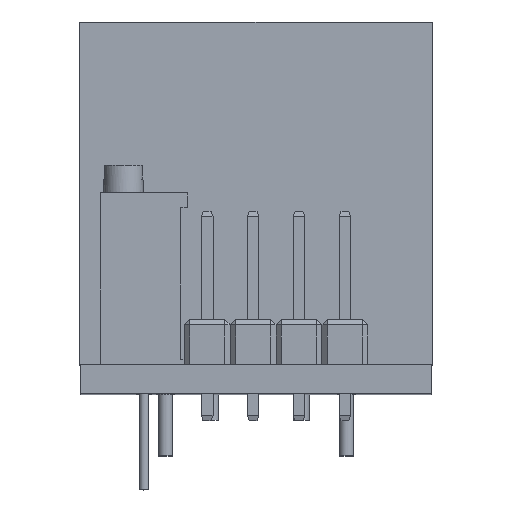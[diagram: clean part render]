
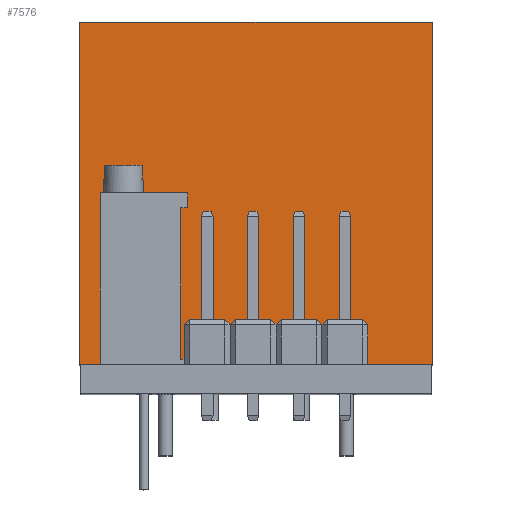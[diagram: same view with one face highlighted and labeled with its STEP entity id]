
A CAD part, top view. The second image highlights one B-rep face of the part: STEP entity #7576.
In plain terms, the highlighted planar face has unit normal (0, 0, 1).
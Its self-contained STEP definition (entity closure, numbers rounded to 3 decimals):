
#522=PLANE('',#8302);
#971=FACE_OUTER_BOUND('',#1462,.T.);
#1462=EDGE_LOOP('',(#6334,#6335,#6336,#6337));
#2269=LINE('',#20325,#2980);
#2270=LINE('',#20328,#2981);
#2271=LINE('',#20330,#2982);
#2272=LINE('',#20331,#2983);
#2980=VECTOR('',#9708,10.);
#2981=VECTOR('',#9711,10.);
#2982=VECTOR('',#9712,10.);
#2983=VECTOR('',#9713,10.);
#3792=VERTEX_POINT('',#20319);
#3794=VERTEX_POINT('',#20323);
#3795=VERTEX_POINT('',#20327);
#3796=VERTEX_POINT('',#20329);
#4675=EDGE_CURVE('',#3792,#3794,#2269,.T.);
#4676=EDGE_CURVE('',#3792,#3795,#2270,.T.);
#4677=EDGE_CURVE('',#3796,#3794,#2271,.T.);
#4678=EDGE_CURVE('',#3795,#3796,#2272,.T.);
#6334=ORIENTED_EDGE('',*,*,#4676,.F.);
#6335=ORIENTED_EDGE('',*,*,#4675,.T.);
#6336=ORIENTED_EDGE('',*,*,#4677,.F.);
#6337=ORIENTED_EDGE('',*,*,#4678,.F.);
#7576=ADVANCED_FACE('',(#971),#522,.T.);
#8302=AXIS2_PLACEMENT_3D('',#20326,#9709,#9710);
#9708=DIRECTION('',(0.,1.,0.));
#9709=DIRECTION('center_axis',(0.,0.,1.));
#9710=DIRECTION('ref_axis',(1.,0.,0.));
#9711=DIRECTION('',(-1.,0.,0.));
#9712=DIRECTION('',(1.,0.,0.));
#9713=DIRECTION('',(0.,1.,0.));
#20319=CARTESIAN_POINT('',(9.75,0.,8.5));
#20323=CARTESIAN_POINT('',(9.75,19.,8.5));
#20325=CARTESIAN_POINT('',(9.75,0.,8.5));
#20326=CARTESIAN_POINT('Origin',(-9.75,0.,8.5));
#20327=CARTESIAN_POINT('',(-9.75,0.,8.5));
#20328=CARTESIAN_POINT('',(9.75,0.,8.5));
#20329=CARTESIAN_POINT('',(-9.75,19.,8.5));
#20330=CARTESIAN_POINT('',(9.75,19.,8.5));
#20331=CARTESIAN_POINT('',(-9.75,0.,8.5));
